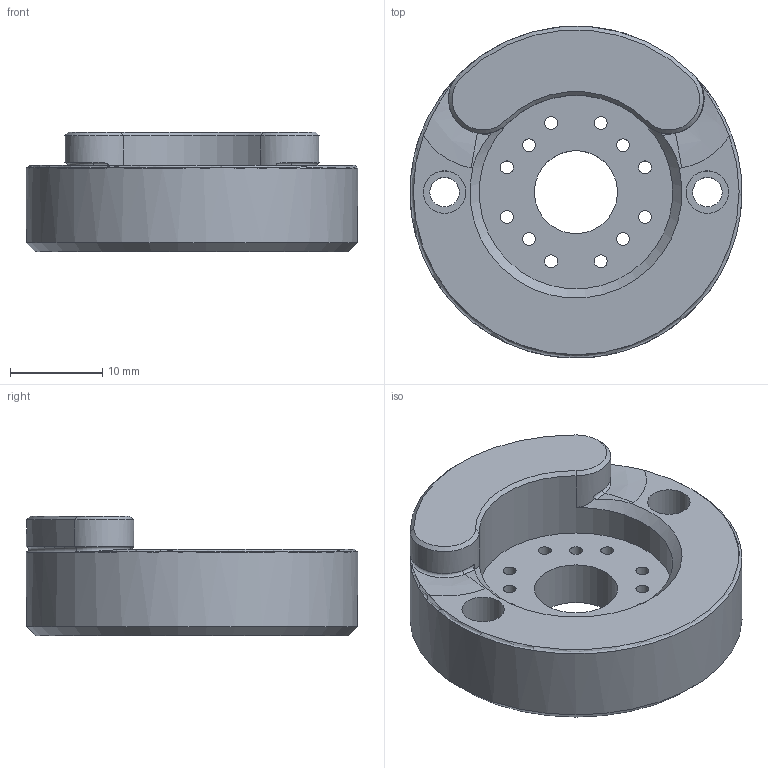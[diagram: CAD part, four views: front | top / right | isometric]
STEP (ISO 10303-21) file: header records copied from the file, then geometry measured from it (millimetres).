
FILE_DESCRIPTION(/* description */ ('','CAx-IF Rec.Pracs.---Representation and Presentation of Product Manufacturing Information (PMI)---4.0---2014-10-13'),/* implementation_level */ '2;1');
FILE_NAME(/* name */ 'Wire_Puller.step',/* time_stamp */ '2025-01-20T00:14:38+01:00',/* author */ (''),/* organization */ (''),/* preprocessor_version */ 'ST-DEVELOPER v20',/* originating_system */ 'Autodesk Translation Framework v13.20.0.188',/* authorisation */ '');
FILE_SCHEMA (('AP242_MANAGED_MODEL_BASED_3D_ENGINEERING_MIM_LF { 1 0 10303 442 1 1 4 }'));
Length unit declared in the file: millimetre
Products named in the file (1): Komponente2
Bounding box: 35.98 x 35.97 x 13 mm (x, y, z)
Volume: 8070.9 mm3; surface area: 3967.8 mm2
Topology: 1 solids, 1 shells, 47 faces, 120 edges, 77 vertices
Faces by surface type: cylinder 26, torus 7, cone 6, plane 6, bspline 2
Full cylindrical faces by diameter (mm): 1.4 x12, 3.2 x2, 4.6 x2, 9 x1, 21 x1, 36 x1
Entity records: 1946 total; most frequent: CARTESIAN_POINT 713, DIRECTION 244, ORIENTED_EDGE 240, EDGE_CURVE 120, AXIS2_PLACEMENT_3D 106, EDGE_LOOP 79, VERTEX_POINT 77, CIRCLE 60
